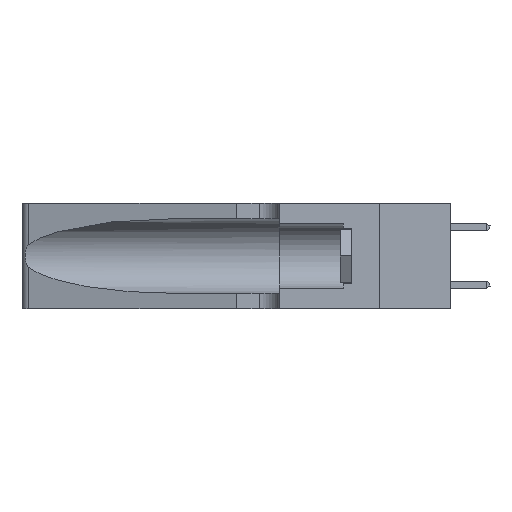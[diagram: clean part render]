
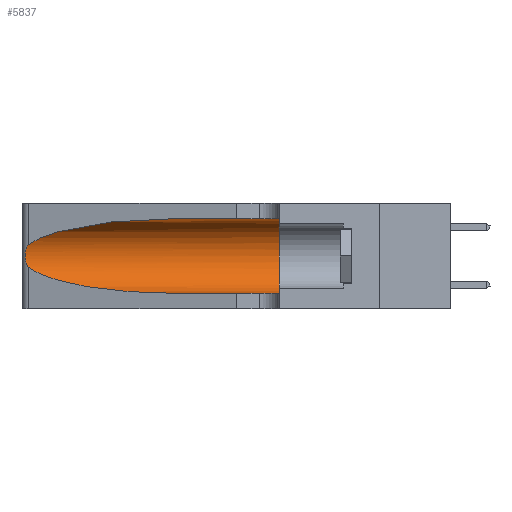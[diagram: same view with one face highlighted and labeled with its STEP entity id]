
A CAD part, left-side view. The second image highlights one B-rep face of the part: STEP entity #5837.
In plain terms, the highlighted cylindrical face has radius 3.308 mm (diameter 6.617 mm), a partial arc.
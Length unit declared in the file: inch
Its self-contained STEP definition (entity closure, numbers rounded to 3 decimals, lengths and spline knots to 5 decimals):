
#101 = CARTESIAN_POINT ( 'NONE',  ( 0.26017, 1.23833, 0.17102 ) ) ;
#606 = DIRECTION ( 'NONE',  ( 0., -1., 0. ) ) ;
#895 = DIRECTION ( 'NONE',  ( 0., -1., 0. ) ) ;
#3629 = CARTESIAN_POINT ( 'NONE',  ( 0.25789, 1.23486, 0.15765 ) ) ;
#3786 = CARTESIAN_POINT ( 'NONE',  ( 0.1305, 0.72297, 0.05475 ) ) ;
#3809 = CARTESIAN_POINT ( 'NONE',  ( 0.1305, 0.72297, 0.05475 ) ) ;
#4687 = ORIENTED_EDGE ( 'NONE', *, *, #37450, .F. ) ;
#5480 = VERTEX_POINT ( 'NONE', #3786 ) ;
#5837 = ADVANCED_FACE ( 'NONE', ( #19021 ), #26984, .F. ) ;
#7091 = CARTESIAN_POINT ( 'NONE',  ( 0.2373, 1.15595, 0.28018 ) ) ;
#7138 = CARTESIAN_POINT ( 'NONE',  ( 0.25555, 1.22993, 0.14849 ) ) ;
#7321 = ORIENTED_EDGE ( 'NONE', *, *, #42934, .T. ) ;
#8545 = B_SPLINE_CURVE_WITH_KNOTS ( 'NONE', 3,
 ( #10494, #30788, #34250, #13926, #37648, #17355, #41059, #20727, #101, #24177, #3629, #27570, #7138, #30935 ),
 .UNSPECIFIED., .F., .F.,
 ( 4, 2, 2, 2, 2, 2, 4 ),
 ( 0., 0.00027, 0.00053, 0.00107, 0.0016, 0.00187, 0.00214 ),
 .UNSPECIFIED. ) ;
#10494 = CARTESIAN_POINT ( 'NONE',  ( 0.25487, 1.22718, 0.22369 ) ) ;
#10603 = DIRECTION ( 'NONE',  ( 0., -1., 0. ) ) ;
#11418 = CARTESIAN_POINT ( 'NONE',  ( 0.1305, 1.61858, 0.31525 ) ) ;
#11537 = EDGE_CURVE ( 'NONE', #24406, #17937, #8545, .T. ) ;
#11977 = LINE ( 'NONE', #11418, #36912 ) ;
#13926 = CARTESIAN_POINT ( 'NONE',  ( 0.25787, 1.23484, 0.2124 ) ) ;
#15283 = CARTESIAN_POINT ( 'NONE',  ( 0.1305, 0.35, 0.185 ) ) ;
#17355 = CARTESIAN_POINT ( 'NONE',  ( 0.26018, 1.23835, 0.19895 ) ) ;
#17937 = VERTEX_POINT ( 'NONE', #29047 ) ;
#18726 = DIRECTION ( 'NONE',  ( 0., 0., 1. ) ) ;
#19021 = FACE_OUTER_BOUND ( 'NONE', #42045, .T. ) ;
#20727 = CARTESIAN_POINT ( 'NONE',  ( 0.26075, 1.23896, 0.178 ) ) ;
#21473 = CARTESIAN_POINT ( 'NONE',  ( 0.1305, 0.35, 0.31525 ) ) ;
#23159 = CARTESIAN_POINT ( 'NONE',  ( 0.25487, 1.22718, 0.22369 ) ) ;
#23387 = EDGE_CURVE ( 'NONE', #37441, #24406, #36863, .T. ) ;
#23471 = CARTESIAN_POINT ( 'NONE',  ( 0.1305, 0.35, 0.05475 ) ) ;
#24125 = CARTESIAN_POINT ( 'NONE',  ( 0.18966, 0.96281, 0.31525 ) ) ;
#24177 = CARTESIAN_POINT ( 'NONE',  ( 0.25856, 1.23593, 0.16098 ) ) ;
#24338 = CARTESIAN_POINT ( 'NONE',  ( 0.18966, 0.96281, 0.05475 ) ) ;
#24406 = VERTEX_POINT ( 'NONE', #23159 ) ;
#24920 = CARTESIAN_POINT ( 'NONE',  ( 0.1305, 0.72297, 0.31525 ) ) ;
#24978 = ORIENTED_EDGE ( 'NONE', *, *, #41010, .T. ) ;
#25563 = LINE ( 'NONE', #38120, #33516 ) ;
#25949 = ORIENTED_EDGE ( 'NONE', *, *, #23387, .T. ) ;
#26984 = CYLINDRICAL_SURFACE ( 'NONE', #43190, 0.13025 ) ;
#27526 = DIRECTION ( 'NONE',  ( 0., 0., -1. ) ) ;
#27570 = CARTESIAN_POINT ( 'NONE',  ( 0.25639, 1.23186, 0.15144 ) ) ;
#28697 = ORIENTED_EDGE ( 'NONE', *, *, #32604, .F. ) ;
#29047 = CARTESIAN_POINT ( 'NONE',  ( 0.25487, 1.22718, 0.14631 ) ) ;
#29181 = AXIS2_PLACEMENT_3D ( 'NONE', #15283, #39012, #18726 ) ;
#30788 = CARTESIAN_POINT ( 'NONE',  ( 0.25555, 1.22994, 0.2215 ) ) ;
#30889 = CARTESIAN_POINT ( 'NONE',  ( 0.25487, 1.22718, 0.22369 ) ) ;
#30896 = CARTESIAN_POINT ( 'NONE',  ( 0.1305, 1.61858, 0.185 ) ) ;
#30935 = CARTESIAN_POINT ( 'NONE',  ( 0.25487, 1.22718, 0.14631 ) ) ;
#32604 = EDGE_CURVE ( 'NONE', #33842, #42769, #37127, .T. ) ;
#33516 = VECTOR ( 'NONE', #606, 39.37008 ) ;
#33601 =( BOUNDED_CURVE ( )  B_SPLINE_CURVE ( 3, ( #37814, #34265, #24338, #3809 ),
 .UNSPECIFIED., .F., .F. ) 
 B_SPLINE_CURVE_WITH_KNOTS ( ( 4, 4 ),
 ( 3.44316, 4.71239 ),
 .UNSPECIFIED. ) 
 CURVE ( )  GEOMETRIC_REPRESENTATION_ITEM ( )  RATIONAL_B_SPLINE_CURVE ( ( 1., 0.87, 0.87, 1. ) ) 
 REPRESENTATION_ITEM ( '' )  );
#33842 = VERTEX_POINT ( 'NONE', #21473 ) ;
#34250 = CARTESIAN_POINT ( 'NONE',  ( 0.25639, 1.23184, 0.21858 ) ) ;
#34265 = CARTESIAN_POINT ( 'NONE',  ( 0.2373, 1.15595, 0.08982 ) ) ;
#36863 =( BOUNDED_CURVE ( )  B_SPLINE_CURVE ( 3, ( #41011, #24125, #7091, #30889 ),
 .UNSPECIFIED., .F., .F. ) 
 B_SPLINE_CURVE_WITH_KNOTS ( ( 4, 4 ),
 ( 1.5708, 2.84003 ),
 .UNSPECIFIED. ) 
 CURVE ( )  GEOMETRIC_REPRESENTATION_ITEM ( )  RATIONAL_B_SPLINE_CURVE ( ( 1., 0.87, 0.87, 1. ) ) 
 REPRESENTATION_ITEM ( '' )  );
#36912 = VECTOR ( 'NONE', #895, 39.37008 ) ;
#37127 = CIRCLE ( 'NONE', #29181, 0.13025 ) ;
#37441 = VERTEX_POINT ( 'NONE', #24920 ) ;
#37450 = EDGE_CURVE ( 'NONE', #37441, #33842, #11977, .T. ) ;
#37648 = CARTESIAN_POINT ( 'NONE',  ( 0.25854, 1.2359, 0.20912 ) ) ;
#37814 = CARTESIAN_POINT ( 'NONE',  ( 0.25487, 1.22718, 0.14631 ) ) ;
#38120 = CARTESIAN_POINT ( 'NONE',  ( 0.1305, 1.61858, 0.05475 ) ) ;
#39012 = DIRECTION ( 'NONE',  ( 0., 1., 0. ) ) ;
#39266 = ORIENTED_EDGE ( 'NONE', *, *, #11537, .T. ) ;
#41010 = EDGE_CURVE ( 'NONE', #5480, #42769, #25563, .T. ) ;
#41011 = CARTESIAN_POINT ( 'NONE',  ( 0.1305, 0.72297, 0.31525 ) ) ;
#41059 = CARTESIAN_POINT ( 'NONE',  ( 0.26075, 1.23896, 0.19203 ) ) ;
#42045 = EDGE_LOOP ( 'NONE', ( #25949, #39266, #7321, #24978, #28697, #4687 ) ) ;
#42769 = VERTEX_POINT ( 'NONE', #23471 ) ;
#42934 = EDGE_CURVE ( 'NONE', #17937, #5480, #33601, .T. ) ;
#43190 = AXIS2_PLACEMENT_3D ( 'NONE', #30896, #10603, #27526 ) ;
